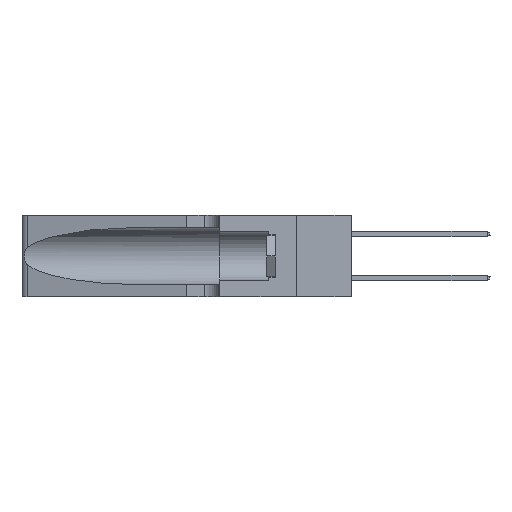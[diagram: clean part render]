
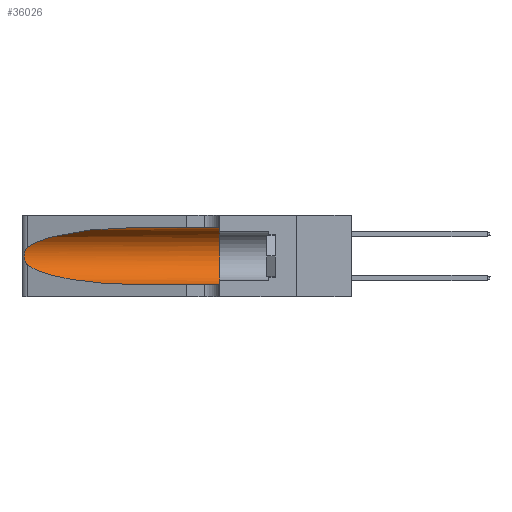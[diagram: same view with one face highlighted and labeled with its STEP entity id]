
A CAD part, left-side view. The second image highlights one B-rep face of the part: STEP entity #36026.
In plain terms, the highlighted cylindrical face has radius 3.308 mm (diameter 6.617 mm), a partial arc.
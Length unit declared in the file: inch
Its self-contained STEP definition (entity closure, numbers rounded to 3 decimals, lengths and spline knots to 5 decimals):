
#152 = DIRECTION ( 'NONE',  ( 0., 0., -1. ) ) ;
#1373 = CARTESIAN_POINT ( 'NONE',  ( 0.26075, 1.23896, 0.19203 ) ) ;
#2079 = CARTESIAN_POINT ( 'NONE',  ( 0.1305, 0.72297, 0.05475 ) ) ;
#3235 = CARTESIAN_POINT ( 'NONE',  ( 0.1305, 0.72297, 0.31525 ) ) ;
#3389 = VERTEX_POINT ( 'NONE', #18491 ) ;
#3849 = EDGE_LOOP ( 'NONE', ( #22889, #11539, #18926, #12364, #14943, #14550 ) ) ;
#3969 = CYLINDRICAL_SURFACE ( 'NONE', #8607, 0.13025 ) ;
#4472 = CARTESIAN_POINT ( 'NONE',  ( 0.26017, 1.23833, 0.17102 ) ) ;
#5731 = VERTEX_POINT ( 'NONE', #2079 ) ;
#6096 = LINE ( 'NONE', #11474, #28249 ) ;
#6288 = CARTESIAN_POINT ( 'NONE',  ( 0.1305, 0.35, 0.05475 ) ) ;
#6710 =( BOUNDED_CURVE ( )  B_SPLINE_CURVE ( 3, ( #26682, #11645, #32722, #14662 ),
 .UNSPECIFIED., .F., .F. ) 
 B_SPLINE_CURVE_WITH_KNOTS ( ( 4, 4 ),
 ( 1.5708, 2.84003 ),
 .UNSPECIFIED. ) 
 CURVE ( )  GEOMETRIC_REPRESENTATION_ITEM ( )  RATIONAL_B_SPLINE_CURVE ( ( 1., 0.87, 0.87, 1. ) ) 
 REPRESENTATION_ITEM ( '' )  );
#7120 = VERTEX_POINT ( 'NONE', #6288 ) ;
#7517 = CARTESIAN_POINT ( 'NONE',  ( 0.25789, 1.23486, 0.15765 ) ) ;
#8160 = CARTESIAN_POINT ( 'NONE',  ( 0.25487, 1.22718, 0.14631 ) ) ;
#8607 = AXIS2_PLACEMENT_3D ( 'NONE', #21314, #24345, #152 ) ;
#8796 = EDGE_CURVE ( 'NONE', #34048, #5731, #24813, .T. ) ;
#10404 = EDGE_CURVE ( 'NONE', #21389, #34048, #31780, .T. ) ;
#10408 = CARTESIAN_POINT ( 'NONE',  ( 0.25487, 1.22718, 0.22369 ) ) ;
#10528 = CARTESIAN_POINT ( 'NONE',  ( 0.25555, 1.22993, 0.14849 ) ) ;
#11457 = CARTESIAN_POINT ( 'NONE',  ( 0.1305, 1.61858, 0.31525 ) ) ;
#11474 = CARTESIAN_POINT ( 'NONE',  ( 0.1305, 1.61858, 0.05475 ) ) ;
#11539 = ORIENTED_EDGE ( 'NONE', *, *, #10404, .T. ) ;
#11645 = CARTESIAN_POINT ( 'NONE',  ( 0.18966, 0.96281, 0.31525 ) ) ;
#12364 = ORIENTED_EDGE ( 'NONE', *, *, #14486, .T. ) ;
#13778 = CIRCLE ( 'NONE', #37172, 0.13025 ) ;
#13864 = EDGE_CURVE ( 'NONE', #37148, #21389, #6710, .T. ) ;
#14190 = CARTESIAN_POINT ( 'NONE',  ( 0.18966, 0.96281, 0.05475 ) ) ;
#14486 = EDGE_CURVE ( 'NONE', #5731, #7120, #6096, .T. ) ;
#14550 = ORIENTED_EDGE ( 'NONE', *, *, #17830, .F. ) ;
#14662 = CARTESIAN_POINT ( 'NONE',  ( 0.25487, 1.22718, 0.22369 ) ) ;
#14943 = ORIENTED_EDGE ( 'NONE', *, *, #18443, .F. ) ;
#16459 = CARTESIAN_POINT ( 'NONE',  ( 0.25787, 1.23484, 0.2124 ) ) ;
#16979 = CARTESIAN_POINT ( 'NONE',  ( 0.25487, 1.22718, 0.22369 ) ) ;
#17644 = CARTESIAN_POINT ( 'NONE',  ( 0.1305, 0.35, 0.185 ) ) ;
#17830 = EDGE_CURVE ( 'NONE', #37148, #3389, #37400, .T. ) ;
#18443 = EDGE_CURVE ( 'NONE', #3389, #7120, #13778, .T. ) ;
#18491 = CARTESIAN_POINT ( 'NONE',  ( 0.1305, 0.35, 0.31525 ) ) ;
#18926 = ORIENTED_EDGE ( 'NONE', *, *, #8796, .T. ) ;
#19456 = CARTESIAN_POINT ( 'NONE',  ( 0.26018, 1.23835, 0.19895 ) ) ;
#20669 = DIRECTION ( 'NONE',  ( 0., 0., 1. ) ) ;
#21314 = CARTESIAN_POINT ( 'NONE',  ( 0.1305, 1.61858, 0.185 ) ) ;
#21389 = VERTEX_POINT ( 'NONE', #16979 ) ;
#22513 = CARTESIAN_POINT ( 'NONE',  ( 0.26075, 1.23896, 0.178 ) ) ;
#22889 = ORIENTED_EDGE ( 'NONE', *, *, #13864, .T. ) ;
#24345 = DIRECTION ( 'NONE',  ( 0., -1., 0. ) ) ;
#24813 =( BOUNDED_CURVE ( )  B_SPLINE_CURVE ( 3, ( #8160, #26198, #14190, #35261 ),
 .UNSPECIFIED., .F., .F. ) 
 B_SPLINE_CURVE_WITH_KNOTS ( ( 4, 4 ),
 ( 3.44316, 4.71239 ),
 .UNSPECIFIED. ) 
 CURVE ( )  GEOMETRIC_REPRESENTATION_ITEM ( )  RATIONAL_B_SPLINE_CURVE ( ( 1., 0.87, 0.87, 1. ) ) 
 REPRESENTATION_ITEM ( '' )  );
#25553 = CARTESIAN_POINT ( 'NONE',  ( 0.25856, 1.23593, 0.16098 ) ) ;
#26198 = CARTESIAN_POINT ( 'NONE',  ( 0.2373, 1.15595, 0.08982 ) ) ;
#26479 = DIRECTION ( 'NONE',  ( 0., -1., 0. ) ) ;
#26682 = CARTESIAN_POINT ( 'NONE',  ( 0.1305, 0.72297, 0.31525 ) ) ;
#28249 = VECTOR ( 'NONE', #35560, 39.37008 ) ;
#28583 = CARTESIAN_POINT ( 'NONE',  ( 0.25639, 1.23186, 0.15144 ) ) ;
#30140 = CARTESIAN_POINT ( 'NONE',  ( 0.25487, 1.22718, 0.14631 ) ) ;
#31481 = CARTESIAN_POINT ( 'NONE',  ( 0.25555, 1.22994, 0.2215 ) ) ;
#31607 = CARTESIAN_POINT ( 'NONE',  ( 0.25487, 1.22718, 0.14631 ) ) ;
#31780 = B_SPLINE_CURVE_WITH_KNOTS ( 'NONE', 3,
 ( #10408, #31481, #34477, #16459, #37511, #19456, #1373, #22513, #4472, #25553, #7517, #28583, #10528, #31607 ),
 .UNSPECIFIED., .F., .F.,
 ( 4, 2, 2, 2, 2, 2, 4 ),
 ( 0., 0.00027, 0.00053, 0.00107, 0.0016, 0.00187, 0.00214 ),
 .UNSPECIFIED. ) ;
#32722 = CARTESIAN_POINT ( 'NONE',  ( 0.2373, 1.15595, 0.28018 ) ) ;
#34048 = VERTEX_POINT ( 'NONE', #30140 ) ;
#34477 = CARTESIAN_POINT ( 'NONE',  ( 0.25639, 1.23184, 0.21858 ) ) ;
#35261 = CARTESIAN_POINT ( 'NONE',  ( 0.1305, 0.72297, 0.05475 ) ) ;
#35530 = VECTOR ( 'NONE', #26479, 39.37008 ) ;
#35560 = DIRECTION ( 'NONE',  ( 0., -1., 0. ) ) ;
#36026 = ADVANCED_FACE ( 'NONE', ( #37861 ), #3969, .F. ) ;
#37148 = VERTEX_POINT ( 'NONE', #3235 ) ;
#37172 = AXIS2_PLACEMENT_3D ( 'NONE', #17644, #38690, #20669 ) ;
#37400 = LINE ( 'NONE', #11457, #35530 ) ;
#37511 = CARTESIAN_POINT ( 'NONE',  ( 0.25854, 1.2359, 0.20912 ) ) ;
#37861 = FACE_OUTER_BOUND ( 'NONE', #3849, .T. ) ;
#38690 = DIRECTION ( 'NONE',  ( 0., 1., 0. ) ) ;
